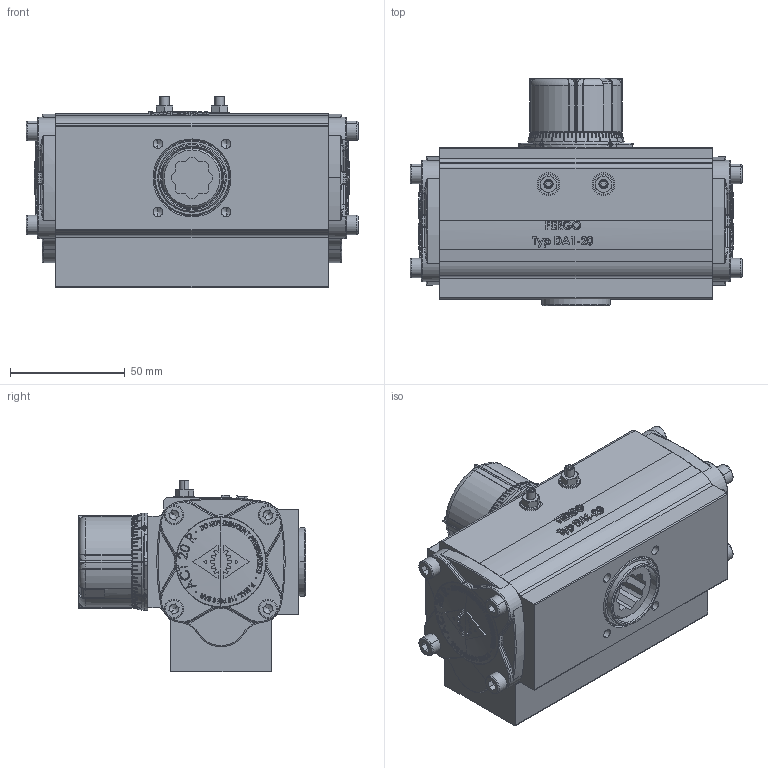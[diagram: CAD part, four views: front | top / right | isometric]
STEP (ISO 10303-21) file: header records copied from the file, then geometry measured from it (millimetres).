
FILE_DESCRIPTION (( 'STEP AP214' ), '1' );
FILE_NAME ('DA20-Pneumatischer-Doppeltwirkend-Schwenkantrieb-Fergo.STEP', '2022-11-11T13:02:52', ( '' ), ( '' ), 'SwSTEP 2.0', 'SolidWorks 2022', '' );
FILE_SCHEMA (( 'AUTOMOTIVE_DESIGN' ));
Length unit declared in the file: millimetre
Products named in the file (1): DA20-Pneumatischer-Doppeltwirkend-Schwenkantrieb-Fergo
Bounding box: 144.8 x 99.29 x 83.7 mm (x, y, z)
Volume: 389610.8 mm3; surface area: 119435.4 mm2
Topology: 28 solids, 28 shells, 4959 faces, 13450 edges, 8658 vertices
Faces by surface type: plane 2607, cylinder 936, bspline 701, cone 263, torus 233, sphere 219
Entity records: 199695 total; most frequent: CARTESIAN_POINT 76618, ORIENTED_EDGE 26622, DIRECTION 25320, EDGE_CURVE 13311, AXIS2_PLACEMENT_3D 10037, VERTEX_POINT 8649, CIRCLE 5778, EDGE_LOOP 5258
